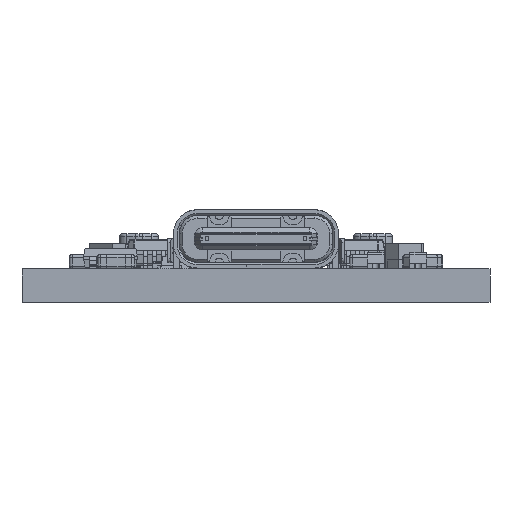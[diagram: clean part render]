
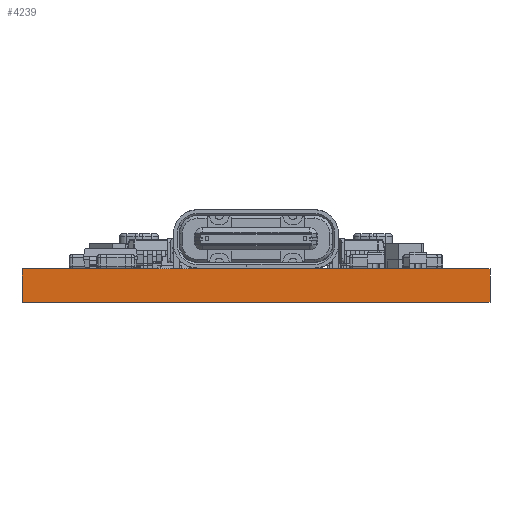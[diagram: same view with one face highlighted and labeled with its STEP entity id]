
A CAD part, front view. The second image highlights one B-rep face of the part: STEP entity #4239.
In plain terms, the highlighted planar face has unit normal (0, -1, 0).
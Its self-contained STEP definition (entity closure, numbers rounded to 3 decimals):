
#242 = EDGE_CURVE('',#243,#245,#247,.T.);
#243 = VERTEX_POINT('',#244);
#244 = CARTESIAN_POINT('',(0.,0.,0.));
#245 = VERTEX_POINT('',#246);
#246 = CARTESIAN_POINT('',(0.,0.,1.804));
#247 = LINE('',#248,#249);
#248 = CARTESIAN_POINT('',(0.,0.,0.));
#249 = VECTOR('',#250,1.);
#250 = DIRECTION('',(0.,0.,1.));
#4214 = VERTEX_POINT('',#4215);
#4215 = CARTESIAN_POINT('',(25.4,0.,1.804));
#4221 = EDGE_CURVE('',#4222,#4214,#4224,.T.);
#4222 = VERTEX_POINT('',#4223);
#4223 = CARTESIAN_POINT('',(25.4,0.,0.));
#4224 = LINE('',#4225,#4226);
#4225 = CARTESIAN_POINT('',(25.4,0.,0.));
#4226 = VECTOR('',#4227,1.);
#4227 = DIRECTION('',(0.,0.,1.));
#4239 = ADVANCED_FACE('',(#4240),#4256,.T.);
#4240 = FACE_BOUND('',#4241,.T.);
#4241 = EDGE_LOOP('',(#4242,#4243,#4249,#4250));
#4242 = ORIENTED_EDGE('',*,*,#4221,.T.);
#4243 = ORIENTED_EDGE('',*,*,#4244,.T.);
#4244 = EDGE_CURVE('',#4214,#245,#4245,.T.);
#4245 = LINE('',#4246,#4247);
#4246 = CARTESIAN_POINT('',(25.4,0.,1.804));
#4247 = VECTOR('',#4248,1.);
#4248 = DIRECTION('',(-1.,0.,0.));
#4249 = ORIENTED_EDGE('',*,*,#242,.F.);
#4250 = ORIENTED_EDGE('',*,*,#4251,.F.);
#4251 = EDGE_CURVE('',#4222,#243,#4252,.T.);
#4252 = LINE('',#4253,#4254);
#4253 = CARTESIAN_POINT('',(25.4,0.,0.));
#4254 = VECTOR('',#4255,1.);
#4255 = DIRECTION('',(-1.,0.,0.));
#4256 = PLANE('',#4257);
#4257 = AXIS2_PLACEMENT_3D('',#4258,#4259,#4260);
#4258 = CARTESIAN_POINT('',(25.4,0.,0.));
#4259 = DIRECTION('',(0.,-1.,0.));
#4260 = DIRECTION('',(-1.,0.,0.));
